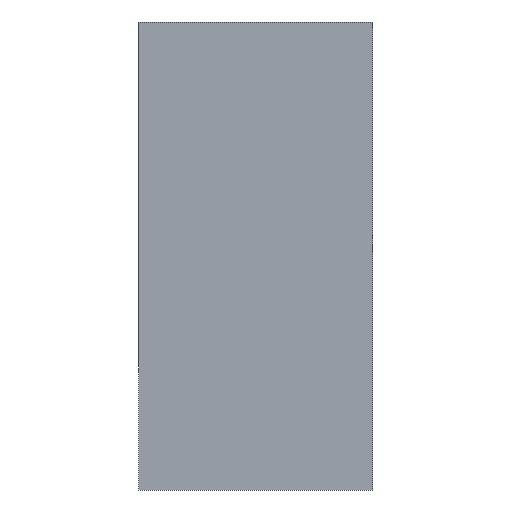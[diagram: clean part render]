
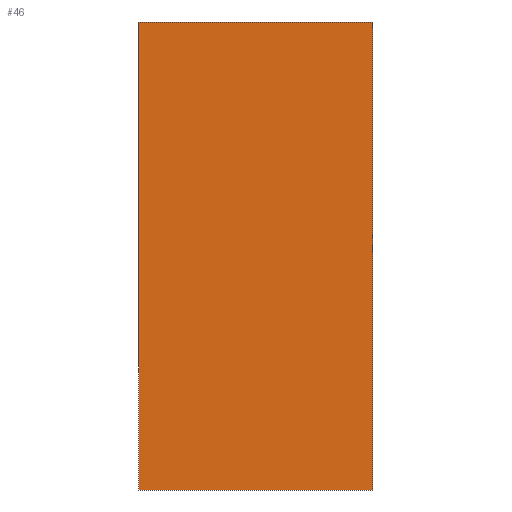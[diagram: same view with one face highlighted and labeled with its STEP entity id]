
A CAD part, front view. The second image highlights one B-rep face of the part: STEP entity #46.
In plain terms, the highlighted planar face has unit normal (0, -1, 0).
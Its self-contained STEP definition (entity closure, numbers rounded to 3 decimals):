
#46=ADVANCED_FACE('',(#57),#52,.T.);
#52=PLANE('',#135);
#57=FACE_OUTER_BOUND('',#63,.T.);
#63=EDGE_LOOP('',(#69,#70,#71,#72));
#69=ORIENTED_EDGE('',*,*,#101,.T.);
#70=ORIENTED_EDGE('',*,*,#102,.T.);
#71=ORIENTED_EDGE('',*,*,#103,.F.);
#72=ORIENTED_EDGE('',*,*,#104,.T.);
#93=VERTEX_POINT('',#165);
#94=VERTEX_POINT('',#166);
#95=VERTEX_POINT('',#168);
#96=VERTEX_POINT('',#170);
#101=EDGE_CURVE('',#93,#94,#113,.T.);
#102=EDGE_CURVE('',#94,#95,#114,.T.);
#103=EDGE_CURVE('',#96,#95,#115,.T.);
#104=EDGE_CURVE('',#96,#93,#116,.T.);
#113=LINE('',#164,#123);
#114=LINE('',#167,#124);
#115=LINE('',#169,#125);
#116=LINE('',#171,#126);
#123=VECTOR('',#142,1.);
#124=VECTOR('',#143,1.);
#125=VECTOR('',#144,1.);
#126=VECTOR('',#145,1.);
#135=AXIS2_PLACEMENT_3D('',#172,#146,#147);
#142=DIRECTION('',(0.,0.,1.));
#143=DIRECTION('',(-1.,0.,0.));
#144=DIRECTION('',(0.,0.,1.));
#145=DIRECTION('',(1.,0.,0.));
#146=DIRECTION('',(0.,-1.,0.));
#147=DIRECTION('',(0.,0.,-1.));
#164=CARTESIAN_POINT('',(1000.,-500.,0.));
#165=CARTESIAN_POINT('',(1000.,-500.,0.));
#166=CARTESIAN_POINT('',(1000.,-500.,2000.));
#167=CARTESIAN_POINT('',(500.,-500.,2000.));
#168=CARTESIAN_POINT('',(0.,-500.,2000.));
#169=CARTESIAN_POINT('',(0.,-500.,0.));
#170=CARTESIAN_POINT('',(0.,-500.,0.));
#171=CARTESIAN_POINT('',(500.,-500.,0.));
#172=CARTESIAN_POINT('',(500.,-500.,0.));
